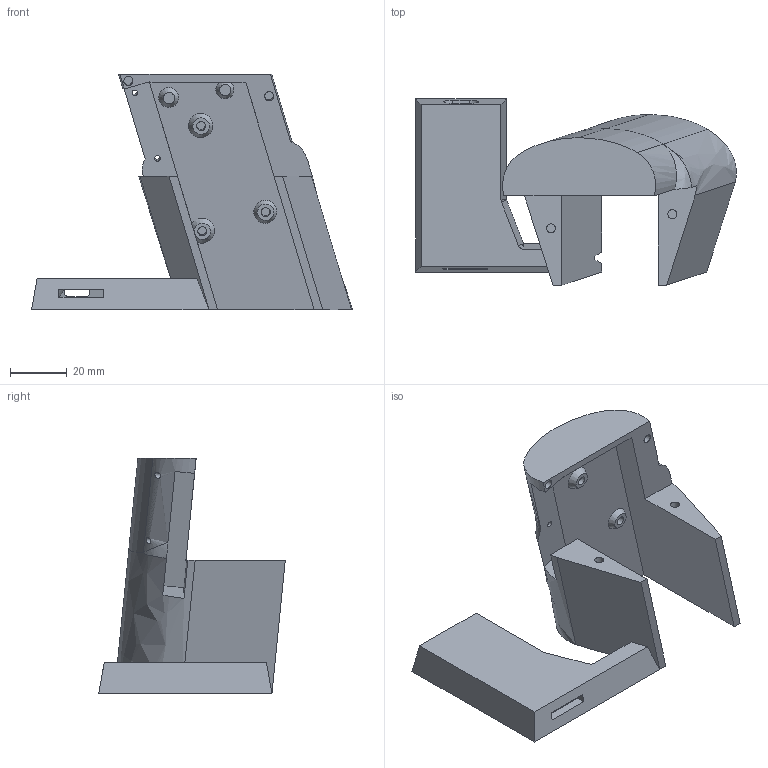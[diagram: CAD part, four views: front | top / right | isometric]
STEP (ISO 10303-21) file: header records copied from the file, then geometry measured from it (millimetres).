
FILE_DESCRIPTION(/* description */ ('Model of The Lynx Mouse handle'),/* implementation_level */ '2;1');
FILE_NAME(/* name */ 'lynx-mouse-handle.step',/* time_stamp */ '2026-01-17T02:08:53',/* author */ ('David H. Bronke',''),/* organization */ (''),/* preprocessor_version */ 'Open CASCADE STEP processor 7.8.1.1',/* originating_system */ 'python-cadquery',/* authorization */ '');
FILE_SCHEMA(('AUTOMOTIVE_DESIGN { 1 0 10303 214 1 1 1 1 }'));
Length unit declared in the file: millimetre
Products named in the file (1): The Lynx Mouse handle
Bounding box: 112.98 x 65.7 x 83 mm (x, y, z)
Volume: 87861.1 mm3; surface area: 30973.9 mm2
Topology: 1 solids, 1 shells, 109 faces, 267 edges, 173 vertices
Faces by surface type: plane 67, cylinder 23, cone 10, extrusion 7, bspline 2
Full cylindrical faces by diameter (mm): 2 x2, 3.2 x14, 9.8 x1
Entity records: 4523 total; most frequent: CARTESIAN_POINT 1897, DIRECTION 543, ORIENTED_EDGE 524, EDGE_CURVE 262, AXIS2_PLACEMENT_3D 187, VERTEX_POINT 173, VECTOR 169, LINE 162
